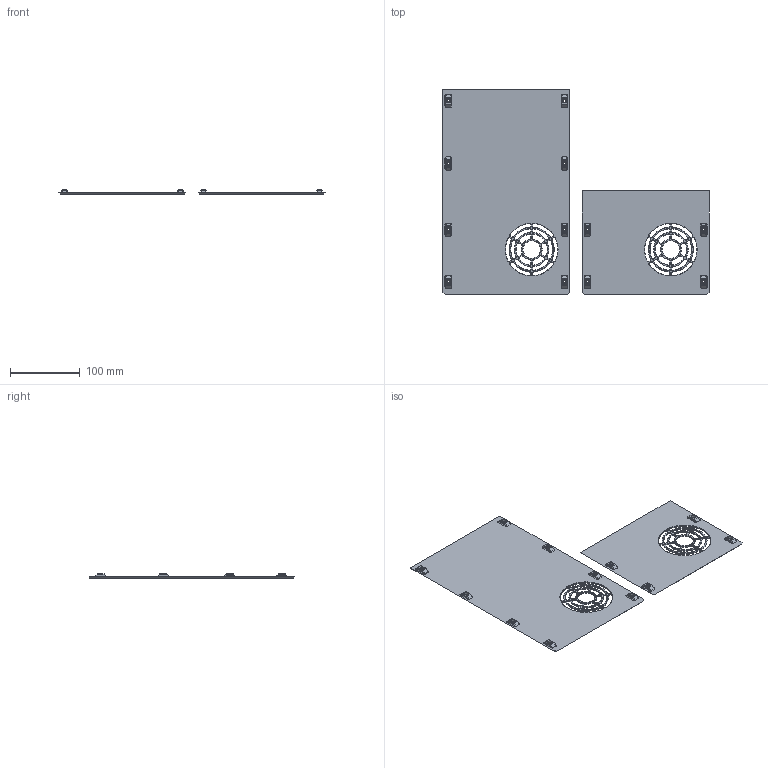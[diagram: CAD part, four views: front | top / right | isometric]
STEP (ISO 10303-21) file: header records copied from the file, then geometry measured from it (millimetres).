
FILE_DESCRIPTION(/* description */ (''),/* implementation_level */ '2;1');
FILE_NAME(/* name */ 'Bottom Panel V3 - Mean Well.step',/* time_stamp */ '2023-10-10T03:04:14-05:00',/* author */ (''),/* organization */ (''),/* preprocessor_version */ 'ST-DEVELOPER v20',/* originating_system */ 'Autodesk Translation Framework v12.14.0.127',/* authorisation */ '');
FILE_SCHEMA (('AUTOMOTIVE_DESIGN { 1 0 10303 214 3 1 1 }'));
Products named in the file (3): Bottom Panel V3 - Mean Well; Bottom Panel - Unified; Bottom Panel - Front
Assembly tree (2 placements, depth 2):
  Bottom Panel V3 - Mean Well
    Bottom Panel - Unified
    Bottom Panel - Front
Bounding box: 382.6 x 295.6 x 6 mm (x, y, z)
Volume: 151207.6 mm3; surface area: 157621.6 mm2
Topology: 2 solids, 2 shells, 1226 faces, 2782 edges, 1572 vertices
Faces by surface type: bspline 476, plane 314, cylinder 242, cone 146, sphere 48
Full cylindrical faces by diameter (mm): 3.6 x12, 6 x12, 25.2 x2
Entity records: 51632 total; most frequent: CARTESIAN_POINT 26928, ORIENTED_EDGE 5564, DIRECTION 4122, EDGE_CURVE 2782, VERTEX_POINT 1572, AXIS2_PLACEMENT_3D 1445, EDGE_LOOP 1338, LINE 1232
